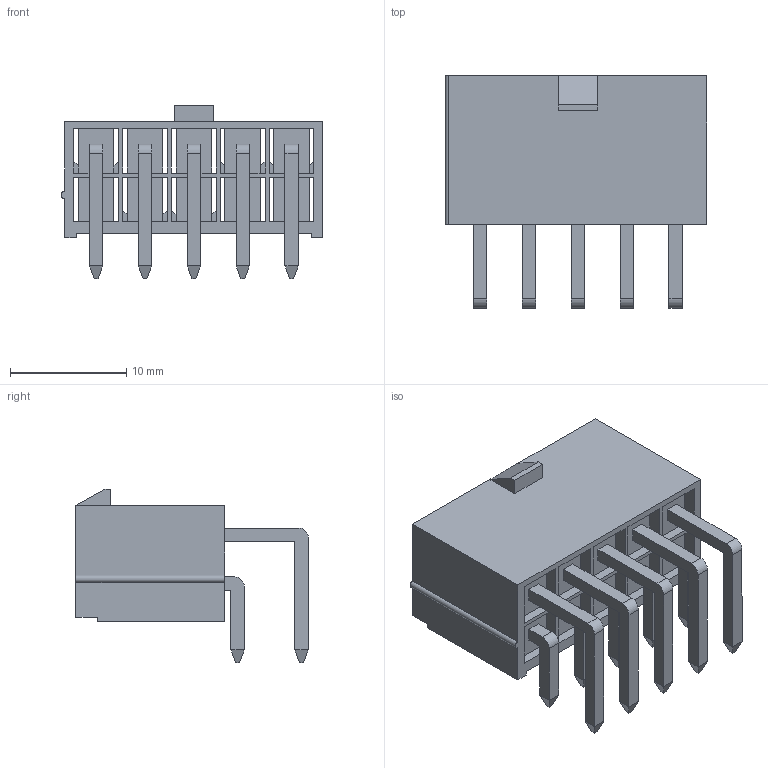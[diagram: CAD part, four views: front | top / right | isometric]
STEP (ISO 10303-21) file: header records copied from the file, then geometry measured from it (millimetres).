
FILE_DESCRIPTION(/* description */ ('Unknown'),/* implementation_level */ '2;1');
FILE_NAME(/* name */ 'J_Wurth_WR-MPC4_64901029522',/* time_stamp */ '2025-06-16T16:18:08+08:00',/* author */ ('Unknown'),/* organization */ ('Unknown'),/* preprocessor_version */ 'ST-DEVELOPER v19.4',/* originating_system */ 'Solid Edge',/* authorisation */ 'Unknown');
FILE_SCHEMA (('AUTOMOTIVE_DESIGN {1 0 10303 214 3 1 1}'));
Length unit declared in the file: millimetre
Products named in the file (2): J_Wurth_WR-MPC4_64901029522
Assembly tree (1 placements, depth 2):
  J_Wurth_WR-MPC4_64901029522
    J_Wurth_WR-MPC4_64901029522
Bounding box: 22.52 x 19.97 x 14.9 mm (x, y, z)
Volume: 1471.4 mm3; surface area: 4009.1 mm2
Topology: 1 solids, 1 shells, 334 faces, 859 edges, 542 vertices
Faces by surface type: plane 323, cylinder 11
Entity records: 12290 total; most frequent: CARTESIAN_POINT 1737, ORIENTED_EDGE 1718, DIRECTION 1553, EDGE_CURVE 859, LINE 837, VECTOR 837, VERTEX_POINT 542, EDGE_LOOP 389
